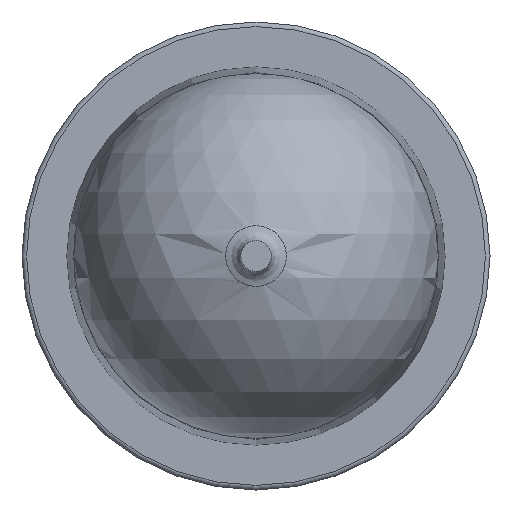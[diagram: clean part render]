
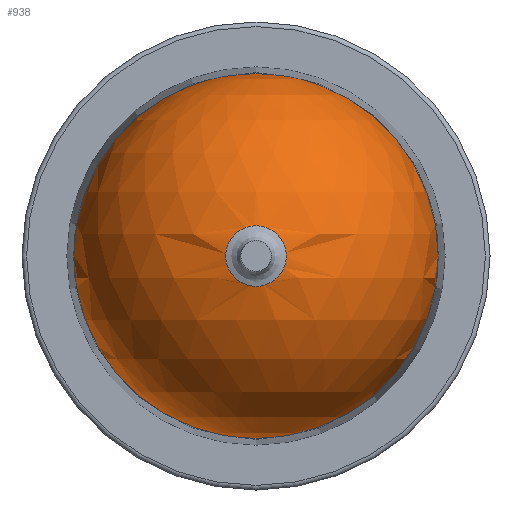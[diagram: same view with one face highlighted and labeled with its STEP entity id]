
A CAD part, front view. The second image highlights one B-rep face of the part: STEP entity #938.
In plain terms, the highlighted spherical face has radius 11.955 mm.
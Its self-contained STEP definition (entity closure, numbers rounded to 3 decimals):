
#68 = DIRECTION ( 'NONE',  ( 0., -1., 0. ) ) ;
#71 = CARTESIAN_POINT ( 'NONE',  ( 0., 9.569, 0. ) ) ;
#76 = DIRECTION ( 'NONE',  ( 0., 0., -1. ) ) ;
#140 = EDGE_CURVE ( 'NONE', #577, #577, #518, .T. ) ;
#147 = EDGE_CURVE ( 'NONE', #570, #570, #608, .T. ) ;
#192 = DIRECTION ( 'NONE',  ( 0., 0., 1. ) ) ;
#216 = CARTESIAN_POINT ( 'NONE',  ( 0., 9.655, 0. ) ) ;
#227 = DIRECTION ( 'NONE',  ( 1., 0., 0. ) ) ;
#331 = ORIENTED_EDGE ( 'NONE', *, *, #147, .T. ) ;
#341 = ORIENTED_EDGE ( 'NONE', *, *, #140, .T. ) ;
#378 = EDGE_LOOP ( 'NONE', ( #341 ) ) ;
#379 = EDGE_LOOP ( 'NONE', ( #331 ) ) ;
#491 = CARTESIAN_POINT ( 'NONE',  ( 0., 9.569, -11.955 ) ) ;
#518 = B_SPLINE_CURVE_WITH_KNOTS ( 'NONE', 3,
 ( #846, #895, #876, #900, #912, #838, #893, #884, #909, #839, #849, #866, #891, #865, #834, #848, #887, #908, #862, #837, #875, #910, #831, #825, #905, #852, #833, #917, #845, #864, #872, #911, #904, #822 ),
 .UNSPECIFIED., .T., .F.,
 ( 4, 2, 2, 2, 2, 2, 2, 2, 2, 2, 2, 2, 2, 2, 2, 2, 4 ),
 ( 0., 0.063, 0.125, 0.188, 0.25, 0.313, 0.375, 0.438, 0.5, 0.563, 0.625, 0.688, 0.75, 0.813, 0.875, 0.938, 1. ),
 .UNSPECIFIED. ) ;
#558 = CARTESIAN_POINT ( 'NONE',  ( 0., -2.134, -1.986 ) ) ;
#570 = VERTEX_POINT ( 'NONE', #491 ) ;
#577 = VERTEX_POINT ( 'NONE', #558 ) ;
#608 = CIRCLE ( 'NONE', #776, 11.955 ) ;
#663 = FACE_OUTER_BOUND ( 'NONE', #378, .T. ) ;
#669 = SPHERICAL_SURFACE ( 'NONE', #786, 11.955 ) ;
#673 = FACE_OUTER_BOUND ( 'NONE', #379, .T. ) ;
#776 = AXIS2_PLACEMENT_3D ( 'NONE', #71, #68, #76 ) ;
#786 = AXIS2_PLACEMENT_3D ( 'NONE', #216, #192, #227 ) ;
#822 = CARTESIAN_POINT ( 'NONE',  ( 0., -2.134, -1.986 ) ) ;
#825 = CARTESIAN_POINT ( 'NONE',  ( 1.934, -2.134, 0.52 ) ) ;
#831 = CARTESIAN_POINT ( 'NONE',  ( 1.735, -2.134, 1. ) ) ;
#833 = CARTESIAN_POINT ( 'NONE',  ( 1.934, -2.134, -0.52 ) ) ;
#834 = CARTESIAN_POINT ( 'NONE',  ( -1., -2.134, 1.735 ) ) ;
#837 = CARTESIAN_POINT ( 'NONE',  ( 1., -2.134, 1.735 ) ) ;
#838 = CARTESIAN_POINT ( 'NONE',  ( -1.588, -2.134, -1.221 ) ) ;
#839 = CARTESIAN_POINT ( 'NONE',  ( -1.986, -2.134, 0.26 ) ) ;
#845 = CARTESIAN_POINT ( 'NONE',  ( 1.588, -2.134, -1.221 ) ) ;
#846 = CARTESIAN_POINT ( 'NONE',  ( 0., -2.134, -1.986 ) ) ;
#848 = CARTESIAN_POINT ( 'NONE',  ( -0.52, -2.134, 1.934 ) ) ;
#849 = CARTESIAN_POINT ( 'NONE',  ( -1.934, -2.134, 0.52 ) ) ;
#852 = CARTESIAN_POINT ( 'NONE',  ( 1.986, -2.134, -0.26 ) ) ;
#862 = CARTESIAN_POINT ( 'NONE',  ( 0.52, -2.134, 1.934 ) ) ;
#864 = CARTESIAN_POINT ( 'NONE',  ( 1.221, -2.134, -1.588 ) ) ;
#865 = CARTESIAN_POINT ( 'NONE',  ( -1.221, -2.134, 1.588 ) ) ;
#866 = CARTESIAN_POINT ( 'NONE',  ( -1.735, -2.134, 1. ) ) ;
#872 = CARTESIAN_POINT ( 'NONE',  ( 1., -2.134, -1.735 ) ) ;
#875 = CARTESIAN_POINT ( 'NONE',  ( 1.221, -2.134, 1.588 ) ) ;
#876 = CARTESIAN_POINT ( 'NONE',  ( -0.52, -2.134, -1.934 ) ) ;
#884 = CARTESIAN_POINT ( 'NONE',  ( -1.934, -2.134, -0.52 ) ) ;
#887 = CARTESIAN_POINT ( 'NONE',  ( -0.26, -2.134, 1.986 ) ) ;
#891 = CARTESIAN_POINT ( 'NONE',  ( -1.588, -2.134, 1.221 ) ) ;
#893 = CARTESIAN_POINT ( 'NONE',  ( -1.735, -2.134, -1. ) ) ;
#895 = CARTESIAN_POINT ( 'NONE',  ( -0.26, -2.134, -1.986 ) ) ;
#900 = CARTESIAN_POINT ( 'NONE',  ( -1., -2.134, -1.735 ) ) ;
#904 = CARTESIAN_POINT ( 'NONE',  ( 0.26, -2.134, -1.986 ) ) ;
#905 = CARTESIAN_POINT ( 'NONE',  ( 1.986, -2.134, 0.26 ) ) ;
#908 = CARTESIAN_POINT ( 'NONE',  ( 0.26, -2.134, 1.986 ) ) ;
#909 = CARTESIAN_POINT ( 'NONE',  ( -1.986, -2.134, -0.26 ) ) ;
#910 = CARTESIAN_POINT ( 'NONE',  ( 1.588, -2.134, 1.221 ) ) ;
#911 = CARTESIAN_POINT ( 'NONE',  ( 0.52, -2.134, -1.934 ) ) ;
#912 = CARTESIAN_POINT ( 'NONE',  ( -1.221, -2.134, -1.588 ) ) ;
#917 = CARTESIAN_POINT ( 'NONE',  ( 1.735, -2.134, -1. ) ) ;
#938 = ADVANCED_FACE ( 'NONE', ( #663, #673 ), #669, .T. ) ;
